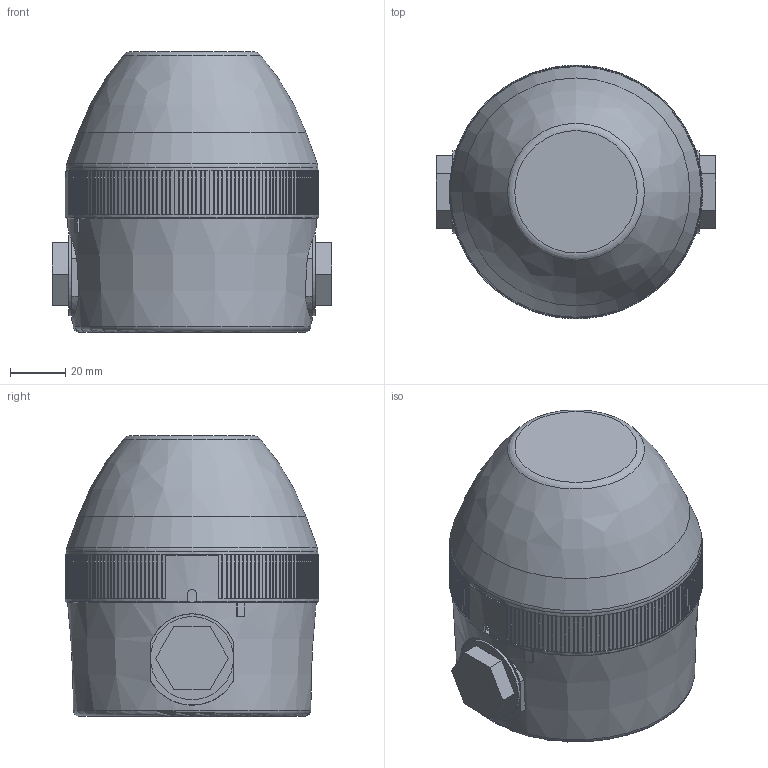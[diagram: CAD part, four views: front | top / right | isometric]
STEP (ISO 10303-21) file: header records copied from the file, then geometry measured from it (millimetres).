
FILE_DESCRIPTION(/* description */ (''),/* implementation_level */ '2;1');
FILE_NAME(/* name */ 'NFS.stp',/* time_stamp */ '2013-04-11T13:30:29+02:00',/* author */ (''),/* organization */ (''),/* preprocessor_version */ 'ST-DEVELOPER v11',/* originating_system */ 'SIEMENS PLM Software NX 7.5',/* authorisation */ '');
FILE_SCHEMA (('AUTOMOTIVE_DESIGN { 1 0 10303 214 1 1 1 1 }'));
Length unit declared in the file: millimetre
Products named in the file (1): m.ne1E0C2q3u
Bounding box: 101 x 91.6 x 101.34 mm (x, y, z)
Volume: 559649.9 mm3; surface area: 62898.9 mm2
Topology: 2 solids, 8 shells, 1250 faces, 2923 edges, 1720 vertices
Faces by surface type: plane 836, cylinder 218, cone 186, torus 8, bspline 2
Full cylindrical faces by diameter (mm): 5 x1, 5.5 x3, 5.8 x1, 7 x2, 11 x3, 20 x2, 21 x1, 21.5 x2, 22 x2, 29 x1, 30 x2, 73.276 x1, 81.6 x1, 83.2 x1, 86.2 x1, 86.8 x1, 87.6 x1, 91 x1, 91.6 x1
Entity records: 34969 total; most frequent: CARTESIAN_POINT 7258, DIRECTION 5969, ORIENTED_EDGE 5738, EDGE_CURVE 2869, AXIS2_PLACEMENT_3D 2245, VERTEX_POINT 1705, LINE 1479, VECTOR 1479
